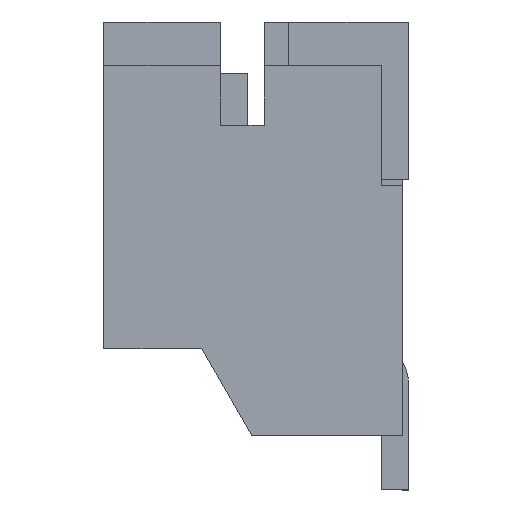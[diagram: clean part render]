
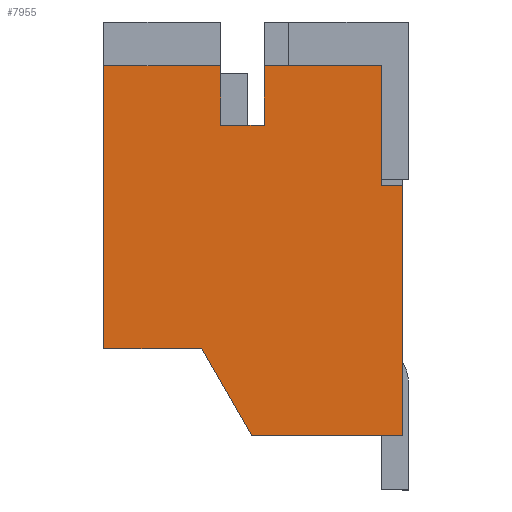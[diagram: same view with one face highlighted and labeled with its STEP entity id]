
A CAD part, left-side view. The second image highlights one B-rep face of the part: STEP entity #7955.
In plain terms, the highlighted planar face has unit normal (-1, 0, 0).
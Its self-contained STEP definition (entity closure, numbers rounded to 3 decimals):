
#4484 = VERTEX_POINT ( 'NONE', #5390 ) ;
#4493 = EDGE_CURVE ( 'NONE', #4508, #4484, #5389, .T. ) ;
#4508 = VERTEX_POINT ( 'NONE', #5385 ) ;
#5385 = CARTESIAN_POINT ( 'NONE',  ( 13.95, 0.4, 16.2 ) ) ;
#5386 = DIRECTION ( 'NONE',  ( 0., 1., 0. ) ) ;
#5387 = VECTOR ( 'NONE', #5386, 1000. ) ;
#5388 = CARTESIAN_POINT ( 'NONE',  ( 13.95, 0., 16.2 ) ) ;
#5389 = LINE ( 'NONE', #5388, #5387 ) ;
#5390 = CARTESIAN_POINT ( 'NONE',  ( 13.95, 2.55, 16.2 ) ) ;
#5607 = FACE_OUTER_BOUND ( 'NONE', #7951, .T. ) ;
#5647 = DIRECTION ( 'NONE',  ( 0., 0., -1. ) ) ;
#5648 = DIRECTION ( 'NONE',  ( 1., 0., 0. ) ) ;
#5649 = CARTESIAN_POINT ( 'NONE',  ( 13.95, 5.5, 17. ) ) ;
#5650 = AXIS2_PLACEMENT_3D ( 'NONE', #5649, #5648, #5647 ) ;
#5651 = PLANE ( 'NONE',  #5650 ) ;
#5698 = CARTESIAN_POINT ( 'NONE',  ( 13.95, 0., 14. ) ) ;
#5830 = DIRECTION ( 'NONE',  ( 0., 0., 1. ) ) ;
#5831 = VECTOR ( 'NONE', #5830, 1000. ) ;
#5832 = CARTESIAN_POINT ( 'NONE',  ( 13.95, 3.35, 17. ) ) ;
#5833 = LINE ( 'NONE', #5832, #5831 ) ;
#5868 = DIRECTION ( 'NONE',  ( 0., 1., 0. ) ) ;
#5869 = VECTOR ( 'NONE', #5868, 1000. ) ;
#5870 = CARTESIAN_POINT ( 'NONE',  ( 13.95, 2.55, 15.1 ) ) ;
#5871 = LINE ( 'NONE', #5870, #5869 ) ;
#5873 = CARTESIAN_POINT ( 'NONE',  ( 13.95, 3.35, 15.1 ) ) ;
#5881 = DIRECTION ( 'NONE',  ( 0., 0., 1. ) ) ;
#5882 = VECTOR ( 'NONE', #5881, 1000. ) ;
#5883 = CARTESIAN_POINT ( 'NONE',  ( 13.95, 0.4, 17. ) ) ;
#5884 = LINE ( 'NONE', #5883, #5882 ) ;
#5885 = CARTESIAN_POINT ( 'NONE',  ( 13.95, 0.4, 14. ) ) ;
#5891 = DIRECTION ( 'NONE',  ( 0., 1., 0. ) ) ;
#5892 = VECTOR ( 'NONE', #5891, 1000. ) ;
#5893 = CARTESIAN_POINT ( 'NONE',  ( 13.95, 0., 14. ) ) ;
#5894 = LINE ( 'NONE', #5893, #5892 ) ;
#5895 = DIRECTION ( 'NONE',  ( 0., 0., -1. ) ) ;
#5896 = VECTOR ( 'NONE', #5895, 1000. ) ;
#5897 = CARTESIAN_POINT ( 'NONE',  ( 13.95, 2.55, 17. ) ) ;
#5898 = LINE ( 'NONE', #5897, #5896 ) ;
#5903 = CARTESIAN_POINT ( 'NONE',  ( 13.95, 2.55, 15.1 ) ) ;
#6400 = CARTESIAN_POINT ( 'NONE',  ( 13.95, 5.5, 11. ) ) ;
#6401 = CARTESIAN_POINT ( 'NONE',  ( 13.95, 3.35, 16.2 ) ) ;
#6402 = DIRECTION ( 'NONE',  ( 0., 1., 0. ) ) ;
#6403 = VECTOR ( 'NONE', #6402, 1000. ) ;
#6404 = CARTESIAN_POINT ( 'NONE',  ( 13.95, 0., 16.2 ) ) ;
#6405 = LINE ( 'NONE', #6404, #6403 ) ;
#6406 = DIRECTION ( 'NONE',  ( 0., 0., 1. ) ) ;
#6407 = VECTOR ( 'NONE', #6406, 1000. ) ;
#6408 = CARTESIAN_POINT ( 'NONE',  ( 13.95, 5.5, 17. ) ) ;
#6409 = LINE ( 'NONE', #6408, #6407 ) ;
#6410 = CARTESIAN_POINT ( 'NONE',  ( 13.95, 5.5, 16.2 ) ) ;
#6411 = DIRECTION ( 'NONE',  ( 0., -1., 0. ) ) ;
#6412 = VECTOR ( 'NONE', #6411, 1000. ) ;
#6413 = CARTESIAN_POINT ( 'NONE',  ( 13.95, 5.5, 9.4 ) ) ;
#6414 = LINE ( 'NONE', #6413, #6412 ) ;
#6415 = DIRECTION ( 'NONE',  ( 0., -0.5, -0.866 ) ) ;
#6416 = VECTOR ( 'NONE', #6415, 1000. ) ;
#6417 = CARTESIAN_POINT ( 'NONE',  ( 13.95, 2.776, 9.4 ) ) ;
#6418 = LINE ( 'NONE', #6417, #6416 ) ;
#6420 = CARTESIAN_POINT ( 'NONE',  ( 13.95, 3.7, 11. ) ) ;
#6421 = DIRECTION ( 'NONE',  ( 0., -1., 0. ) ) ;
#6422 = VECTOR ( 'NONE', #6421, 1000. ) ;
#6423 = CARTESIAN_POINT ( 'NONE',  ( 13.95, 3.7, 11. ) ) ;
#6424 = LINE ( 'NONE', #6423, #6422 ) ;
#6425 = CARTESIAN_POINT ( 'NONE',  ( 13.95, 2.776, 9.4 ) ) ;
#6520 = DIRECTION ( 'NONE',  ( 0., 0., 1. ) ) ;
#6521 = VECTOR ( 'NONE', #6520, 1000. ) ;
#6522 = CARTESIAN_POINT ( 'NONE',  ( 13.95, 0., 17. ) ) ;
#6523 = LINE ( 'NONE', #6522, #6521 ) ;
#6525 = CARTESIAN_POINT ( 'NONE',  ( 13.95, 0., 9.4 ) ) ;
#7951 = EDGE_LOOP ( 'NONE', ( #8049, #8040, #8045, #8042, #8038, #8018, #8255, #8256, #8249, #8250, #8252, #8315 ) ) ;
#7955 = ADVANCED_FACE ( 'NONE', ( #5607 ), #5651, .F. ) ;
#7980 = VERTEX_POINT ( 'NONE', #5698 ) ;
#8018 = ORIENTED_EDGE ( 'NONE', *, *, #8019, .T. ) ;
#8019 = EDGE_CURVE ( 'NONE', #8025, #8259, #5833, .T. ) ;
#8025 = VERTEX_POINT ( 'NONE', #5873 ) ;
#8026 = EDGE_CURVE ( 'NONE', #8032, #8025, #5871, .T. ) ;
#8032 = VERTEX_POINT ( 'NONE', #5903 ) ;
#8038 = ORIENTED_EDGE ( 'NONE', *, *, #8026, .T. ) ;
#8039 = EDGE_CURVE ( 'NONE', #4484, #8032, #5898, .T. ) ;
#8040 = ORIENTED_EDGE ( 'NONE', *, *, #8047, .T. ) ;
#8041 = EDGE_CURVE ( 'NONE', #7980, #8046, #5894, .T. ) ;
#8042 = ORIENTED_EDGE ( 'NONE', *, *, #8039, .T. ) ;
#8045 = ORIENTED_EDGE ( 'NONE', *, *, #4493, .T. ) ;
#8046 = VERTEX_POINT ( 'NONE', #5885 ) ;
#8047 = EDGE_CURVE ( 'NONE', #8046, #4508, #5884, .T. ) ;
#8049 = ORIENTED_EDGE ( 'NONE', *, *, #8041, .T. ) ;
#8246 = VERTEX_POINT ( 'NONE', #6425 ) ;
#8247 = EDGE_CURVE ( 'NONE', #8260, #8248, #6424, .T. ) ;
#8248 = VERTEX_POINT ( 'NONE', #6420 ) ;
#8249 = ORIENTED_EDGE ( 'NONE', *, *, #8247, .T. ) ;
#8250 = ORIENTED_EDGE ( 'NONE', *, *, #8251, .T. ) ;
#8251 = EDGE_CURVE ( 'NONE', #8248, #8246, #6418, .T. ) ;
#8252 = ORIENTED_EDGE ( 'NONE', *, *, #8253, .T. ) ;
#8253 = EDGE_CURVE ( 'NONE', #8246, #8314, #6414, .T. ) ;
#8254 = VERTEX_POINT ( 'NONE', #6410 ) ;
#8255 = ORIENTED_EDGE ( 'NONE', *, *, #8258, .T. ) ;
#8256 = ORIENTED_EDGE ( 'NONE', *, *, #8257, .F. ) ;
#8257 = EDGE_CURVE ( 'NONE', #8260, #8254, #6409, .T. ) ;
#8258 = EDGE_CURVE ( 'NONE', #8259, #8254, #6405, .T. ) ;
#8259 = VERTEX_POINT ( 'NONE', #6401 ) ;
#8260 = VERTEX_POINT ( 'NONE', #6400 ) ;
#8314 = VERTEX_POINT ( 'NONE', #6525 ) ;
#8315 = ORIENTED_EDGE ( 'NONE', *, *, #8316, .T. ) ;
#8316 = EDGE_CURVE ( 'NONE', #8314, #7980, #6523, .T. ) ;
